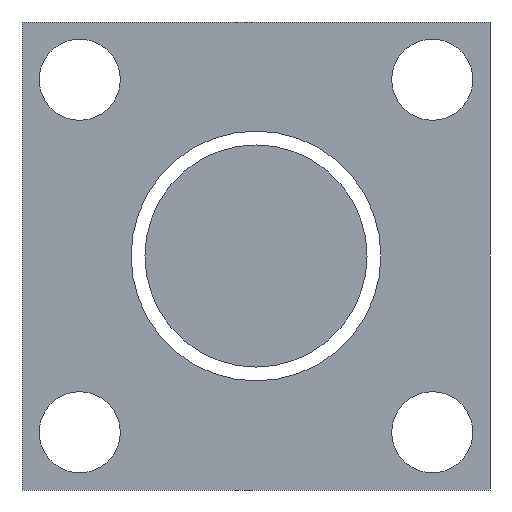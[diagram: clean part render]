
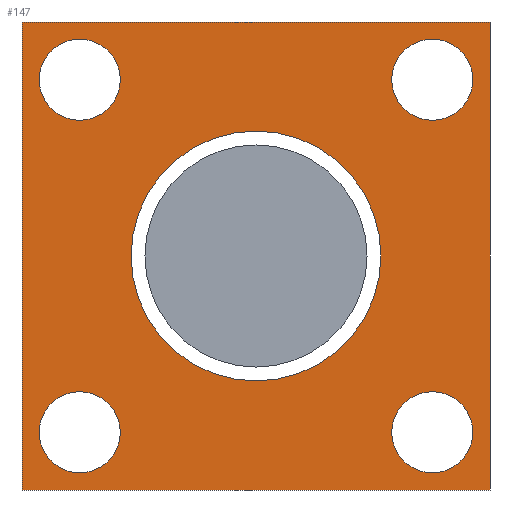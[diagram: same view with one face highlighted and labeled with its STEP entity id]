
A CAD part, front view. The second image highlights one B-rep face of the part: STEP entity #147.
In plain terms, the highlighted planar face has unit normal (0, -1, 0).
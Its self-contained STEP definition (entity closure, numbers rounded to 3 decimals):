
#147=ADVANCED_FACE('',(#209,#210,#211,#212,#213,#214),#215,.T.);
#209=FACE_BOUND('',#287,.T.);
#210=FACE_BOUND('',#288,.T.);
#211=FACE_BOUND('',#289,.T.);
#212=FACE_BOUND('',#290,.T.);
#213=FACE_BOUND('',#291,.T.);
#214=FACE_OUTER_BOUND('',#292,.T.);
#215=PLANE('',#293);
#287=EDGE_LOOP('',(#510,#511));
#288=EDGE_LOOP('',(#512,#513));
#289=EDGE_LOOP('',(#514,#515));
#290=EDGE_LOOP('',(#516,#517));
#291=EDGE_LOOP('',(#518,#519));
#292=EDGE_LOOP('',(#520,#521,#522,#523));
#293=AXIS2_PLACEMENT_3D('',#524,#525,#526);
#510=ORIENTED_EDGE('',*,*,#615,.T.);
#511=ORIENTED_EDGE('',*,*,#663,.T.);
#512=ORIENTED_EDGE('',*,*,#611,.T.);
#513=ORIENTED_EDGE('',*,*,#665,.T.);
#514=ORIENTED_EDGE('',*,*,#607,.T.);
#515=ORIENTED_EDGE('',*,*,#666,.T.);
#516=ORIENTED_EDGE('',*,*,#603,.T.);
#517=ORIENTED_EDGE('',*,*,#668,.T.);
#518=ORIENTED_EDGE('',*,*,#599,.T.);
#519=ORIENTED_EDGE('',*,*,#669,.T.);
#520=ORIENTED_EDGE('',*,*,#660,.T.);
#521=ORIENTED_EDGE('',*,*,#673,.T.);
#522=ORIENTED_EDGE('',*,*,#645,.T.);
#523=ORIENTED_EDGE('',*,*,#674,.T.);
#524=CARTESIAN_POINT('',(0.0,-22.0,0.));
#525=DIRECTION('',(0.0,-1.0,0.));
#526=DIRECTION('',(1.0,0.0,0.0));
#599=EDGE_CURVE('',#692,#689,#693,.T.);
#603=EDGE_CURVE('',#700,#697,#701,.T.);
#607=EDGE_CURVE('',#708,#705,#709,.T.);
#611=EDGE_CURVE('',#716,#713,#717,.T.);
#615=EDGE_CURVE('',#724,#721,#725,.T.);
#645=EDGE_CURVE('',#782,#780,#783,.T.);
#660=EDGE_CURVE('',#801,#799,#802,.T.);
#663=EDGE_CURVE('',#721,#724,#806,.T.);
#665=EDGE_CURVE('',#713,#716,#808,.T.);
#666=EDGE_CURVE('',#705,#708,#809,.T.);
#668=EDGE_CURVE('',#697,#700,#811,.T.);
#669=EDGE_CURVE('',#689,#692,#812,.T.);
#673=EDGE_CURVE('',#799,#782,#816,.T.);
#674=EDGE_CURVE('',#780,#801,#817,.T.);
#689=VERTEX_POINT('',#841);
#692=VERTEX_POINT('',#845);
#693=CIRCLE('',#846,20.025);
#697=VERTEX_POINT('',#851);
#700=VERTEX_POINT('',#855);
#701=CIRCLE('',#856,6.5);
#705=VERTEX_POINT('',#861);
#708=VERTEX_POINT('',#865);
#709=CIRCLE('',#866,6.5);
#713=VERTEX_POINT('',#871);
#716=VERTEX_POINT('',#875);
#717=CIRCLE('',#876,6.5);
#721=VERTEX_POINT('',#881);
#724=VERTEX_POINT('',#885);
#725=CIRCLE('',#886,6.5);
#780=VERTEX_POINT('',#968);
#782=VERTEX_POINT('',#971);
#783=LINE('',#972,#973);
#799=VERTEX_POINT('',#994);
#801=VERTEX_POINT('',#997);
#802=LINE('',#998,#999);
#806=CIRCLE('',#1005,6.5);
#808=CIRCLE('',#1007,6.5);
#809=CIRCLE('',#1008,6.5);
#811=CIRCLE('',#1010,6.5);
#812=CIRCLE('',#1011,20.025);
#816=LINE('',#1015,#1016);
#817=LINE('',#1017,#1018);
#841=CARTESIAN_POINT('',(20.025,-22.0,0.));
#845=CARTESIAN_POINT('',(-20.025,-22.0,0.));
#846=AXIS2_PLACEMENT_3D('',#1046,#1047,#1048);
#851=CARTESIAN_POINT('',(-21.75,-22.0,-28.25));
#855=CARTESIAN_POINT('',(-34.75,-22.0,-28.25));
#856=AXIS2_PLACEMENT_3D('',#1054,#1055,#1056);
#861=CARTESIAN_POINT('',(-21.75,-22.0,28.25));
#865=CARTESIAN_POINT('',(-34.75,-22.0,28.25));
#866=AXIS2_PLACEMENT_3D('',#1062,#1063,#1064);
#871=CARTESIAN_POINT('',(34.75,-22.0,-28.25));
#875=CARTESIAN_POINT('',(21.75,-22.0,-28.25));
#876=AXIS2_PLACEMENT_3D('',#1070,#1071,#1072);
#881=CARTESIAN_POINT('',(34.75,-22.0,28.25));
#885=CARTESIAN_POINT('',(21.75,-22.0,28.25));
#886=AXIS2_PLACEMENT_3D('',#1078,#1079,#1080);
#968=CARTESIAN_POINT('',(-37.5,-22.0,-37.5));
#971=CARTESIAN_POINT('',(-37.5,-22.0,37.5));
#972=CARTESIAN_POINT('',(-37.5,-22.0,0.));
#973=VECTOR('',#1112,1.0);
#994=CARTESIAN_POINT('',(37.5,-22.0,37.5));
#997=CARTESIAN_POINT('',(37.5,-22.0,-37.5));
#998=CARTESIAN_POINT('',(37.5,-22.0,0.));
#999=VECTOR('',#1143,1.0);
#1005=AXIS2_PLACEMENT_3D('',#1146,#1147,#1148);
#1007=AXIS2_PLACEMENT_3D('',#1152,#1153,#1154);
#1008=AXIS2_PLACEMENT_3D('',#1155,#1156,#1157);
#1010=AXIS2_PLACEMENT_3D('',#1161,#1162,#1163);
#1011=AXIS2_PLACEMENT_3D('',#1164,#1165,#1166);
#1015=CARTESIAN_POINT('',(0.0,-22.0,37.5));
#1016=VECTOR('',#1176,1.0);
#1017=CARTESIAN_POINT('',(0.0,-22.0,-37.5));
#1018=VECTOR('',#1177,1.0);
#1046=CARTESIAN_POINT('',(0.0,-22.0,0.));
#1047=DIRECTION('',(0.0,1.0,0.));
#1048=DIRECTION('',(1.0,0.0,0.0));
#1054=CARTESIAN_POINT('',(-28.25,-22.0,-28.25));
#1055=DIRECTION('',(0.0,1.0,0.));
#1056=DIRECTION('',(1.0,0.0,0.0));
#1062=CARTESIAN_POINT('',(-28.25,-22.0,28.25));
#1063=DIRECTION('',(0.0,1.0,0.));
#1064=DIRECTION('',(1.0,0.0,0.0));
#1070=CARTESIAN_POINT('',(28.25,-22.0,-28.25));
#1071=DIRECTION('',(0.0,1.0,0.));
#1072=DIRECTION('',(1.0,0.0,0.0));
#1078=CARTESIAN_POINT('',(28.25,-22.0,28.25));
#1079=DIRECTION('',(0.0,1.0,0.));
#1080=DIRECTION('',(1.0,0.0,0.0));
#1112=DIRECTION('',(0.0,0.,-1.0));
#1143=DIRECTION('',(0.0,0.,1.0));
#1146=CARTESIAN_POINT('',(28.25,-22.0,28.25));
#1147=DIRECTION('',(0.0,1.0,0.));
#1148=DIRECTION('',(1.0,0.0,0.0));
#1152=CARTESIAN_POINT('',(28.25,-22.0,-28.25));
#1153=DIRECTION('',(0.0,1.0,0.));
#1154=DIRECTION('',(1.0,0.0,0.0));
#1155=CARTESIAN_POINT('',(-28.25,-22.0,28.25));
#1156=DIRECTION('',(0.0,1.0,0.));
#1157=DIRECTION('',(1.0,0.0,0.0));
#1161=CARTESIAN_POINT('',(-28.25,-22.0,-28.25));
#1162=DIRECTION('',(0.0,1.0,0.));
#1163=DIRECTION('',(1.0,0.0,0.0));
#1164=CARTESIAN_POINT('',(0.0,-22.0,0.));
#1165=DIRECTION('',(0.0,1.0,0.));
#1166=DIRECTION('',(1.0,0.0,0.0));
#1176=DIRECTION('',(-1.0,0.0,0.0));
#1177=DIRECTION('',(1.0,0.0,0.0));
